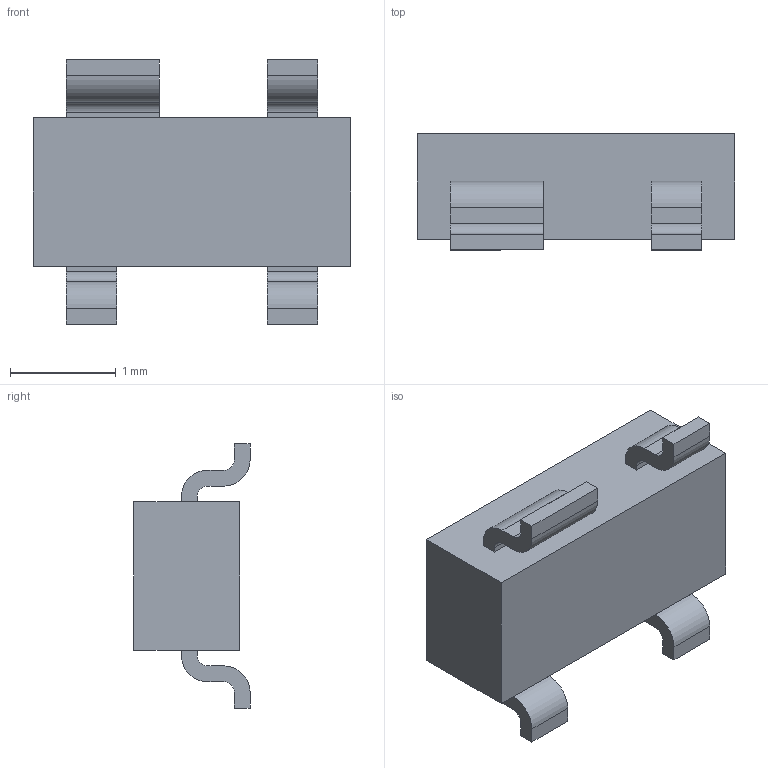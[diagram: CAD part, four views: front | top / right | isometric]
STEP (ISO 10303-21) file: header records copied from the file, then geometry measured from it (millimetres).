
FILE_DESCRIPTION (( 'STEP AP214' ), '1' );
FILE_NAME ('SODEFAU1007111633157.step', '2005-10-07T15:16:34', ( 'SysAdmin' ), ( 'Solidworks Corporation' ), 'SwSTEP 2.0', 'SolidWorks 2005254', '' );
FILE_SCHEMA (( 'AUTOMOTIVE_DESIGN' ));
Length unit declared in the file: millimetre
Products named in the file (1): SODEFAU1007111633157
Bounding box: 3 x 1.1 x 2.5 mm (x, y, z)
Volume: 4.5 mm3; surface area: 22.5 mm2
Topology: 1 solids, 1 shells, 58 faces, 156 edges, 104 vertices
Faces by surface type: plane 42, cylinder 16
Entity records: 2187 total; most frequent: CARTESIAN_POINT 319, ORIENTED_EDGE 312, DIRECTION 306, EDGE_CURVE 156, VECTOR 124, LINE 124, VERTEX_POINT 104, AXIS2_PLACEMENT_3D 91
